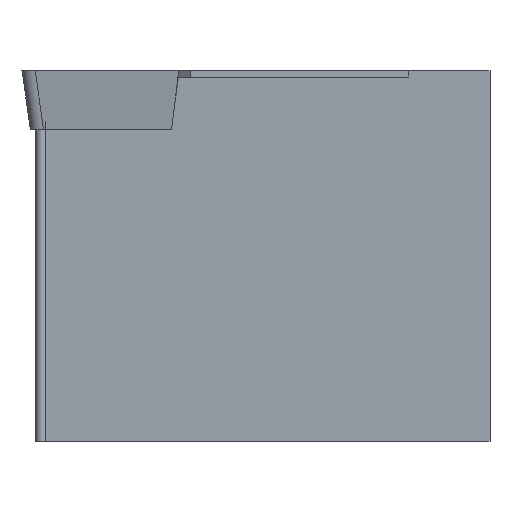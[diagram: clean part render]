
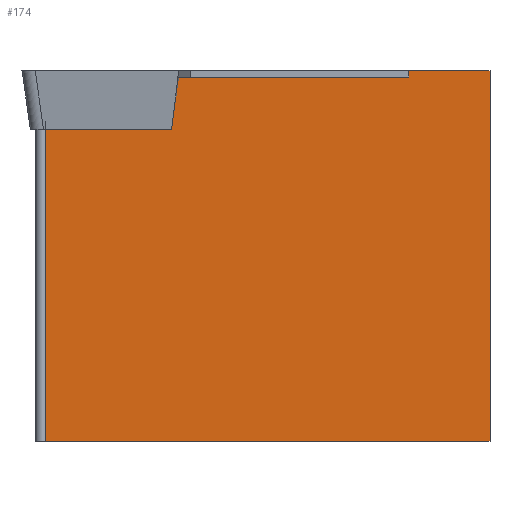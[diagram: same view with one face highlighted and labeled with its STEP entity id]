
A CAD part, front view. The second image highlights one B-rep face of the part: STEP entity #174.
In plain terms, the highlighted planar face has unit normal (0.788, -0.616, 0).
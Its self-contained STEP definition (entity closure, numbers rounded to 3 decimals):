
#69=LINE('',#680,#116);
#74=LINE('',#693,#121);
#76=LINE('',#698,#123);
#93=LINE('',#739,#140);
#94=LINE('',#741,#141);
#95=LINE('',#743,#142);
#116=VECTOR('',#549,1.);
#121=VECTOR('',#558,1.);
#123=VECTOR('',#564,1.);
#140=VECTOR('',#601,1.);
#141=VECTOR('',#602,1.);
#142=VECTOR('',#603,1.);
#174=ADVANCED_FACE('',(#220),#199,.T.);
#199=PLANE('',#518);
#220=FACE_OUTER_BOUND('',#246,.T.);
#246=EDGE_LOOP('',(#310,#311,#312,#313,#314,#315));
#310=ORIENTED_EDGE('',*,*,#457,.T.);
#311=ORIENTED_EDGE('',*,*,#437,.F.);
#312=ORIENTED_EDGE('',*,*,#428,.F.);
#313=ORIENTED_EDGE('',*,*,#434,.T.);
#314=ORIENTED_EDGE('',*,*,#458,.F.);
#315=ORIENTED_EDGE('',*,*,#459,.F.);
#388=VERTEX_POINT('',#679);
#389=VERTEX_POINT('',#681);
#394=VERTEX_POINT('',#692);
#396=VERTEX_POINT('',#699);
#410=VERTEX_POINT('',#740);
#411=VERTEX_POINT('',#742);
#428=EDGE_CURVE('',#388,#389,#69,.T.);
#434=EDGE_CURVE('',#388,#394,#74,.T.);
#437=EDGE_CURVE('',#389,#396,#76,.T.);
#457=EDGE_CURVE('',#410,#396,#93,.T.);
#458=EDGE_CURVE('',#411,#394,#94,.T.);
#459=EDGE_CURVE('',#410,#411,#95,.T.);
#518=AXIS2_PLACEMENT_3D('',#744,#604,#605);
#549=DIRECTION('',(0.,0.,-1.));
#558=DIRECTION('',(-0.616,-0.788,0.));
#564=DIRECTION('',(-0.616,-0.788,0.));
#601=DIRECTION('',(0.,0.,-1.));
#602=DIRECTION('',(0.,0.,1.));
#603=DIRECTION('',(0.616,0.788,0.));
#604=DIRECTION('',(0.788,-0.616,0.));
#605=DIRECTION('',(-0.616,-0.788,0.));
#679=CARTESIAN_POINT('',(0.,-93.646,20.));
#680=CARTESIAN_POINT('',(0.,-93.646,20.));
#681=CARTESIAN_POINT('',(0.,-93.646,0.));
#692=CARTESIAN_POINT('',(-4.379,-99.25,20.));
#693=CARTESIAN_POINT('',(-15.333,-113.271,20.));
#698=CARTESIAN_POINT('',(-15.333,-113.271,0.));
#699=CARTESIAN_POINT('',(-23.977,-124.335,0.));
#739=CARTESIAN_POINT('',(-23.977,-124.335,13.595));
#740=CARTESIAN_POINT('',(-23.977,-124.335,19.655));
#741=CARTESIAN_POINT('',(-4.379,-99.25,15.423));
#742=CARTESIAN_POINT('',(-4.379,-99.25,19.655));
#743=CARTESIAN_POINT('',(-16.238,-114.429,19.655));
#744=CARTESIAN_POINT('',(-16.238,-114.429,15.423));
